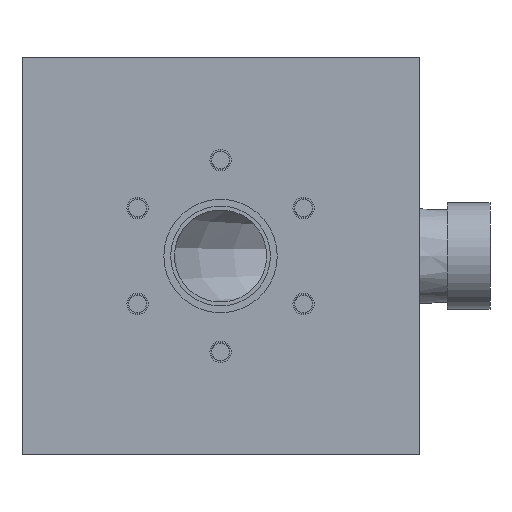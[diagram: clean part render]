
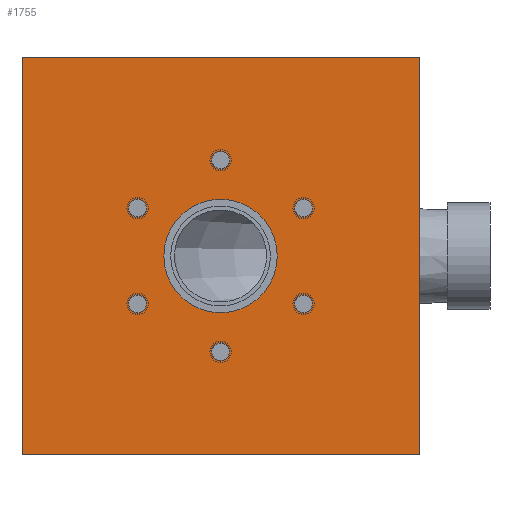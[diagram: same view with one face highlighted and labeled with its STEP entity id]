
A CAD part, front view. The second image highlights one B-rep face of the part: STEP entity #1755.
In plain terms, the highlighted face is planar.
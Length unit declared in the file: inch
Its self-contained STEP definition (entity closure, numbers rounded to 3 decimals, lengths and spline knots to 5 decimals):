
#115=FACE_BOUND('',#503,.T.);
#116=FACE_BOUND('',#504,.T.);
#117=FACE_BOUND('',#505,.T.);
#118=FACE_BOUND('',#506,.T.);
#119=FACE_BOUND('',#507,.T.);
#120=FACE_BOUND('',#508,.T.);
#121=FACE_BOUND('',#509,.T.);
#227=CIRCLE('',#2039,1.);
#228=CIRCLE('',#2040,1.);
#232=CIRCLE('',#2045,0.1535);
#235=CIRCLE('',#2049,0.1535);
#238=CIRCLE('',#2053,0.1535);
#241=CIRCLE('',#2057,0.1535);
#244=CIRCLE('',#2061,0.1535);
#247=CIRCLE('',#2065,0.1535);
#372=FACE_OUTER_BOUND('',#502,.T.);
#502=EDGE_LOOP('',(#1535,#1536,#1537,#1538));
#503=EDGE_LOOP('',(#1539,#1540));
#504=EDGE_LOOP('',(#1541));
#505=EDGE_LOOP('',(#1542));
#506=EDGE_LOOP('',(#1543));
#507=EDGE_LOOP('',(#1544));
#508=EDGE_LOOP('',(#1545));
#509=EDGE_LOOP('',(#1546));
#601=LINE('',#3710,#701);
#604=LINE('',#3716,#704);
#607=LINE('',#3722,#707);
#610=LINE('',#3726,#710);
#701=VECTOR('',#2544,0.3937);
#704=VECTOR('',#2549,0.3937);
#707=VECTOR('',#2554,0.3937);
#710=VECTOR('',#2559,0.3937);
#846=VERTEX_POINT('',#3648);
#847=VERTEX_POINT('',#3649);
#851=VERTEX_POINT('',#3660);
#854=VERTEX_POINT('',#3668);
#857=VERTEX_POINT('',#3676);
#860=VERTEX_POINT('',#3684);
#863=VERTEX_POINT('',#3692);
#866=VERTEX_POINT('',#3700);
#869=VERTEX_POINT('',#3707);
#870=VERTEX_POINT('',#3709);
#872=VERTEX_POINT('',#3715);
#874=VERTEX_POINT('',#3721);
#1065=EDGE_CURVE('',#846,#847,#227,.T.);
#1066=EDGE_CURVE('',#847,#846,#228,.T.);
#1072=EDGE_CURVE('',#851,#851,#232,.T.);
#1076=EDGE_CURVE('',#854,#854,#235,.T.);
#1080=EDGE_CURVE('',#857,#857,#238,.T.);
#1084=EDGE_CURVE('',#860,#860,#241,.T.);
#1088=EDGE_CURVE('',#863,#863,#244,.T.);
#1092=EDGE_CURVE('',#866,#866,#247,.T.);
#1095=EDGE_CURVE('',#870,#869,#601,.T.);
#1098=EDGE_CURVE('',#872,#870,#604,.T.);
#1101=EDGE_CURVE('',#874,#872,#607,.T.);
#1104=EDGE_CURVE('',#869,#874,#610,.T.);
#1535=ORIENTED_EDGE('',*,*,#1104,.T.);
#1536=ORIENTED_EDGE('',*,*,#1101,.T.);
#1537=ORIENTED_EDGE('',*,*,#1098,.T.);
#1538=ORIENTED_EDGE('',*,*,#1095,.T.);
#1539=ORIENTED_EDGE('',*,*,#1065,.T.);
#1540=ORIENTED_EDGE('',*,*,#1066,.T.);
#1541=ORIENTED_EDGE('',*,*,#1072,.T.);
#1542=ORIENTED_EDGE('',*,*,#1076,.T.);
#1543=ORIENTED_EDGE('',*,*,#1080,.T.);
#1544=ORIENTED_EDGE('',*,*,#1084,.T.);
#1545=ORIENTED_EDGE('',*,*,#1088,.T.);
#1546=ORIENTED_EDGE('',*,*,#1092,.T.);
#1667=PLANE('',#2071);
#1755=ADVANCED_FACE('',(#372,#115,#116,#117,#118,#119,#120,#121),#1667,
 .T.);
#2039=AXIS2_PLACEMENT_3D('',#3650,#2479,#2480);
#2040=AXIS2_PLACEMENT_3D('',#3651,#2481,#2482);
#2045=AXIS2_PLACEMENT_3D('',#3662,#2493,#2494);
#2049=AXIS2_PLACEMENT_3D('',#3670,#2502,#2503);
#2053=AXIS2_PLACEMENT_3D('',#3678,#2511,#2512);
#2057=AXIS2_PLACEMENT_3D('',#3686,#2520,#2521);
#2061=AXIS2_PLACEMENT_3D('',#3694,#2529,#2530);
#2065=AXIS2_PLACEMENT_3D('',#3702,#2538,#2539);
#2071=AXIS2_PLACEMENT_3D('',#3728,#2562,#2563);
#2479=DIRECTION('center_axis',(0.,0.,-1.));
#2480=DIRECTION('ref_axis',(1.,0.,0.));
#2481=DIRECTION('center_axis',(0.,0.,-1.));
#2482=DIRECTION('ref_axis',(1.,0.,0.));
#2493=DIRECTION('center_axis',(0.,0.,-1.));
#2494=DIRECTION('ref_axis',(-1.,0.,0.));
#2502=DIRECTION('center_axis',(0.,0.,-1.));
#2503=DIRECTION('ref_axis',(-1.,0.,0.));
#2511=DIRECTION('center_axis',(0.,0.,-1.));
#2512=DIRECTION('ref_axis',(-1.,0.,0.));
#2520=DIRECTION('center_axis',(0.,0.,-1.));
#2521=DIRECTION('ref_axis',(-1.,0.,0.));
#2529=DIRECTION('center_axis',(0.,0.,-1.));
#2530=DIRECTION('ref_axis',(-1.,0.,0.));
#2538=DIRECTION('center_axis',(0.,0.,-1.));
#2539=DIRECTION('ref_axis',(-1.,0.,0.));
#2544=DIRECTION('',(0.,-1.,0.));
#2549=DIRECTION('',(-1.,0.,0.));
#2554=DIRECTION('',(0.,1.,0.));
#2559=DIRECTION('',(1.,0.,0.));
#2562=DIRECTION('center_axis',(0.,0.,1.));
#2563=DIRECTION('ref_axis',(1.,0.,0.));
#3648=CARTESIAN_POINT('',(1.,0.,0.625));
#3649=CARTESIAN_POINT('',(-1.,0.,0.625));
#3650=CARTESIAN_POINT('Origin',(0.,0.,0.625));
#3651=CARTESIAN_POINT('Origin',(0.,0.,0.625));
#3660=CARTESIAN_POINT('',(-1.30987,-0.84488,0.625));
#3662=CARTESIAN_POINT('Origin',(-1.46337,-0.84488,0.625));
#3668=CARTESIAN_POINT('',(1.61687,-0.84487,0.625));
#3670=CARTESIAN_POINT('Origin',(1.46337,-0.84487,0.625));
#3676=CARTESIAN_POINT('',(0.1535,1.68975,0.625));
#3678=CARTESIAN_POINT('Origin',(0.,1.68975,0.625));
#3684=CARTESIAN_POINT('',(1.61687,0.84488,0.625));
#3686=CARTESIAN_POINT('Origin',(1.46337,0.84488,0.625));
#3692=CARTESIAN_POINT('',(0.1535,-1.68975,0.625));
#3694=CARTESIAN_POINT('Origin',(0.,-1.68975,0.625));
#3700=CARTESIAN_POINT('',(-1.30987,0.84487,0.625));
#3702=CARTESIAN_POINT('Origin',(-1.46337,0.84487,0.625));
#3707=CARTESIAN_POINT('',(-3.5,-3.5,0.625));
#3709=CARTESIAN_POINT('',(-3.5,3.5,0.625));
#3710=CARTESIAN_POINT('',(-3.5,-3.5,0.625));
#3715=CARTESIAN_POINT('',(3.5,3.5,0.625));
#3716=CARTESIAN_POINT('',(-3.5,3.5,0.625));
#3721=CARTESIAN_POINT('',(3.5,-3.5,0.625));
#3722=CARTESIAN_POINT('',(3.5,3.5,0.625));
#3726=CARTESIAN_POINT('',(3.5,-3.5,0.625));
#3728=CARTESIAN_POINT('Origin',(0.,0.,0.625));
